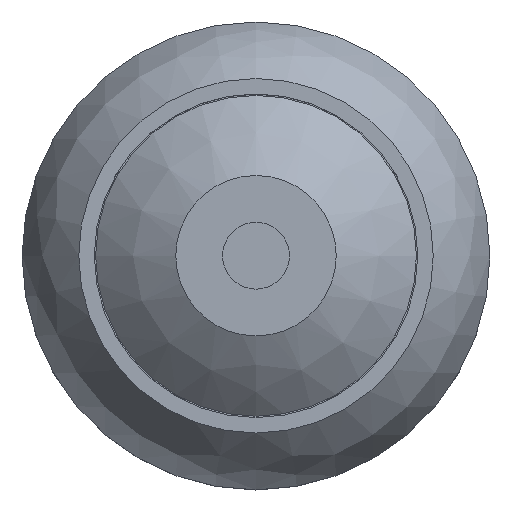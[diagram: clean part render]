
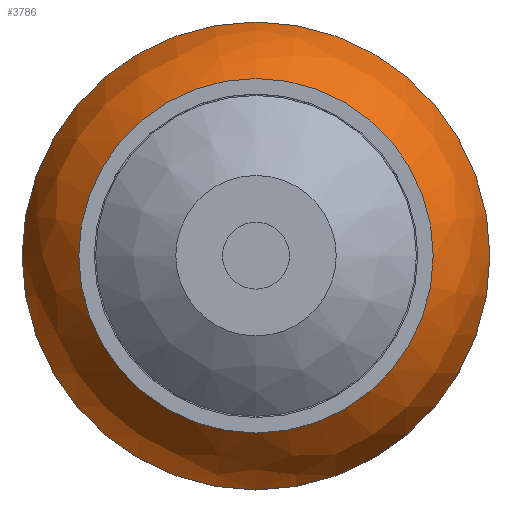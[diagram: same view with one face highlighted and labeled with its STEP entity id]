
A CAD part, top view. The second image highlights one B-rep face of the part: STEP entity #3786.
In plain terms, the highlighted free-form (B-spline) face has degree [2, 2] with [3, 9] control points.
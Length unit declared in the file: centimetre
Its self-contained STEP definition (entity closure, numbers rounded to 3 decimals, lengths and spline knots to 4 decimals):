
#139=(
BOUNDED_SURFACE()
B_SPLINE_SURFACE(2,2,((#6037,#6038,#6039,#6040,#6041,#6042,#6043,#6044,
#6045),(#6046,#6047,#6048,#6049,#6050,#6051,#6052,#6053,#6054),(#6055,#6056,
#6057,#6058,#6059,#6060,#6061,#6062,#6063)),.UNSPECIFIED.,.F.,.T.,.F.)
B_SPLINE_SURFACE_WITH_KNOTS((3,3),(3,2,2,2,3),(-0.8881,-0.2011),
(-3.1416,-1.5708,0.,1.5708,3.1416),
 .UNSPECIFIED.)
GEOMETRIC_REPRESENTATION_ITEM()
RATIONAL_B_SPLINE_SURFACE(((1.,0.707,1.,0.707,1.,
0.707,1.,0.707,1.),(0.942,0.666,
0.942,0.666,0.942,0.666,0.942,
0.666,0.942),(1.,0.707,1.,0.707,
1.,0.707,1.,0.707,1.)))
REPRESENTATION_ITEM('')
SURFACE()
);
#402=FACE_OUTER_BOUND('',#630,.T.);
#630=EDGE_LOOP('',(#3086,#3087,#3088,#3089,#3090));
#1542=CIRCLE('',#4120,0.663);
#1543=CIRCLE('',#4121,0.875);
#1544=CIRCLE('',#4122,0.875);
#1545=CIRCLE('',#4123,0.6075);
#1788=VERTEX_POINT('',#6035);
#1789=VERTEX_POINT('',#6064);
#1790=VERTEX_POINT('',#6065);
#2254=EDGE_CURVE('',#1788,#1788,#1542,.T.);
#2255=EDGE_CURVE('',#1789,#1790,#1543,.T.);
#2256=EDGE_CURVE('',#1790,#1789,#1544,.T.);
#2257=EDGE_CURVE('',#1790,#1788,#1545,.T.);
#3086=ORIENTED_EDGE('',*,*,#2255,.F.);
#3087=ORIENTED_EDGE('',*,*,#2256,.F.);
#3088=ORIENTED_EDGE('',*,*,#2257,.T.);
#3089=ORIENTED_EDGE('',*,*,#2254,.T.);
#3090=ORIENTED_EDGE('',*,*,#2257,.F.);
#3786=ADVANCED_FACE('',(#402),#139,.F.);
#4120=AXIS2_PLACEMENT_3D('',#6036,#4870,#4871);
#4121=AXIS2_PLACEMENT_3D('',#6066,#4872,#4873);
#4122=AXIS2_PLACEMENT_3D('',#6067,#4874,#4875);
#4123=AXIS2_PLACEMENT_3D('',#6068,#4876,#4877);
#4870=DIRECTION('center_axis',(0.,0.,-1.));
#4871=DIRECTION('ref_axis',(-1.,0.,0.));
#4872=DIRECTION('center_axis',(0.,0.,-1.));
#4873=DIRECTION('ref_axis',(-1.,0.,0.));
#4874=DIRECTION('center_axis',(0.,0.,-1.));
#4875=DIRECTION('ref_axis',(-1.,0.,0.));
#4876=DIRECTION('center_axis',(1.,0.,0.));
#4877=DIRECTION('ref_axis',(0.,1.,0.));
#6035=CARTESIAN_POINT('',(0.,0.663,0.5));
#6036=CARTESIAN_POINT('Origin',(0.,0.,0.5));
#6037=CARTESIAN_POINT('Ctrl Pts',(0.,0.663,0.5));
#6038=CARTESIAN_POINT('Ctrl Pts',(0.663,0.663,0.5));
#6039=CARTESIAN_POINT('Ctrl Pts',(0.663,0.,0.5));
#6040=CARTESIAN_POINT('Ctrl Pts',(0.663,-0.663,0.5));
#6041=CARTESIAN_POINT('Ctrl Pts',(0.,-0.663,0.5));
#6042=CARTESIAN_POINT('Ctrl Pts',(-0.663,-0.663,0.5));
#6043=CARTESIAN_POINT('Ctrl Pts',(-0.663,0.,0.5));
#6044=CARTESIAN_POINT('Ctrl Pts',(-0.663,0.663,0.5));
#6045=CARTESIAN_POINT('Ctrl Pts',(0.,0.663,0.5));
#6046=CARTESIAN_POINT('Ctrl Pts',(0.,0.8316,
0.3629));
#6047=CARTESIAN_POINT('Ctrl Pts',(0.8316,0.8316,0.3629));
#6048=CARTESIAN_POINT('Ctrl Pts',(0.8316,0.,
0.3629));
#6049=CARTESIAN_POINT('Ctrl Pts',(0.8316,-0.8316,
0.3629));
#6050=CARTESIAN_POINT('Ctrl Pts',(0.,-0.8316,
0.3629));
#6051=CARTESIAN_POINT('Ctrl Pts',(-0.8316,-0.8316,
0.3629));
#6052=CARTESIAN_POINT('Ctrl Pts',(-0.8316,0.,
0.3629));
#6053=CARTESIAN_POINT('Ctrl Pts',(-0.8316,0.8316,
0.3629));
#6054=CARTESIAN_POINT('Ctrl Pts',(0.,0.8316,
0.3629));
#6055=CARTESIAN_POINT('Ctrl Pts',(0.,0.875,0.15));
#6056=CARTESIAN_POINT('Ctrl Pts',(0.875,0.875,0.15));
#6057=CARTESIAN_POINT('Ctrl Pts',(0.875,0.,0.15));
#6058=CARTESIAN_POINT('Ctrl Pts',(0.875,-0.875,0.15));
#6059=CARTESIAN_POINT('Ctrl Pts',(0.,-0.875,0.15));
#6060=CARTESIAN_POINT('Ctrl Pts',(-0.875,-0.875,0.15));
#6061=CARTESIAN_POINT('Ctrl Pts',(-0.875,0.,0.15));
#6062=CARTESIAN_POINT('Ctrl Pts',(-0.875,0.875,0.15));
#6063=CARTESIAN_POINT('Ctrl Pts',(0.,0.875,0.15));
#6064=CARTESIAN_POINT('',(0.875,0.,0.15));
#6065=CARTESIAN_POINT('',(0.,0.875,0.15));
#6066=CARTESIAN_POINT('Origin',(0.,0.,0.15));
#6067=CARTESIAN_POINT('Origin',(0.,0.,0.15));
#6068=CARTESIAN_POINT('Origin',(0.,0.2798,
0.0287));
